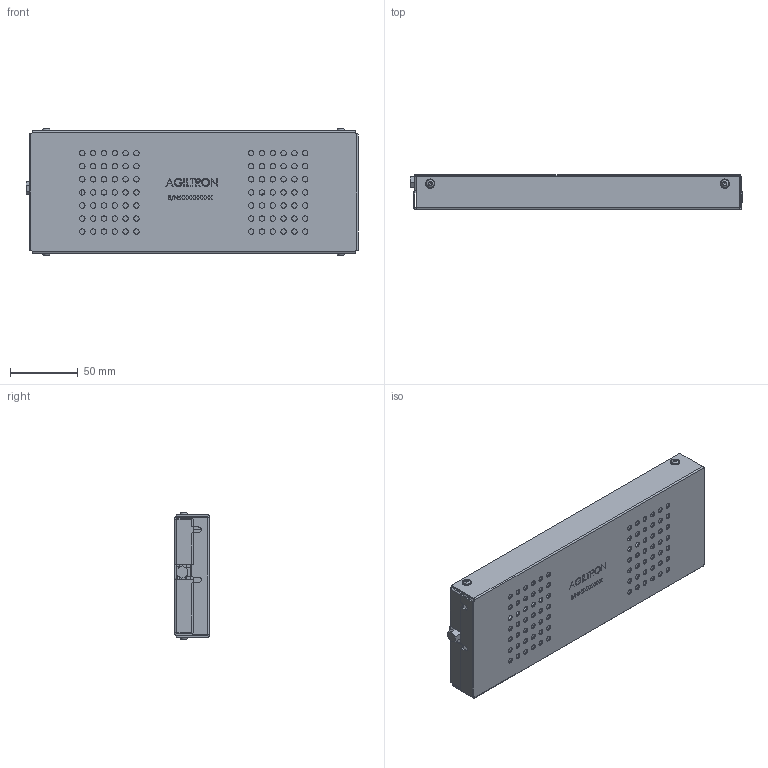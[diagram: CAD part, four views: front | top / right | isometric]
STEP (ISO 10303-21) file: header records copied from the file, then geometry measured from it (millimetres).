
FILE_DESCRIPTION (( 'STEP AP203' ), '1' );
FILE_NAME ('50dB SW2X2.STEP', '2024-09-18T19:15:42', ( 'cad' ), ( '' ), 'SwSTEP 2.0', 'SolidWorks 2017', '' );
FILE_SCHEMA (( 'CONFIG_CONTROL_DESIGN' ));
Length unit declared in the file: millimetre
Products named in the file (12): studs-M3X12.STEP; studs-M3X3TEP; S-M2,5-1; BOTTOM COVER BRIDGE; 4 EO COVER BOTTOM.; bottom cover bridge asm; 1001870_4 EO BOTTOM COVER ASM; 4 EO COVER TOP; 1001869_4 EO COVER TOP ASM; 4 EO PCB; 97654A674_18-8 Stainless Steel Flanged Button Head Screw_97654A674; 50dB SW2X2
Assembly tree (30 placements, depth 4):
  50dB SW2X2
    1001870_4 EO BOTTOM COVER ASM
      studs-M3X12.STEP  x4
      studs-M3X3TEP  x4
      S-M2,5-1  x6
      BOTTOM COVER BRIDGE  x3
      4 EO COVER BOTTOM.
      bottom cover bridge asm
        S-M2,5-1  x2
        BOTTOM COVER BRIDGE
    1001869_4 EO COVER TOP ASM
      4 EO COVER TOP
    4 EO PCB
    97654A674_18-8 Stainless Steel Flanged Button Head Screw_97654A674  x4
Bounding box: 245.55 x 25.6 x 93.8 mm (x, y, z)
Volume: 136008.6 mm3; surface area: 190349.9 mm2
Topology: 27 solids, 27 shells, 882 faces, 2465 edges, 1708 vertices
Faces by surface type: plane 452, cylinder 358, bspline 40, cone 24, torus 8
Full cylindrical faces by diameter (mm): 2 x8, 2.55 x8, 3.5 x4, 3.589 x8, 4 x168, 4.19 x8, 4.2 x28, 6 x1, 6.3 x8, 6.6 x1
Entity records: 23495 total; most frequent: CARTESIAN_POINT 5892, DIRECTION 3175, ORIENTED_EDGE 2956, EDGE_CURVE 1478, EDGE_LOOP 1204, VERTEX_POINT 1178, AXIS2_PLACEMENT_3D 1164, VECTOR 847
